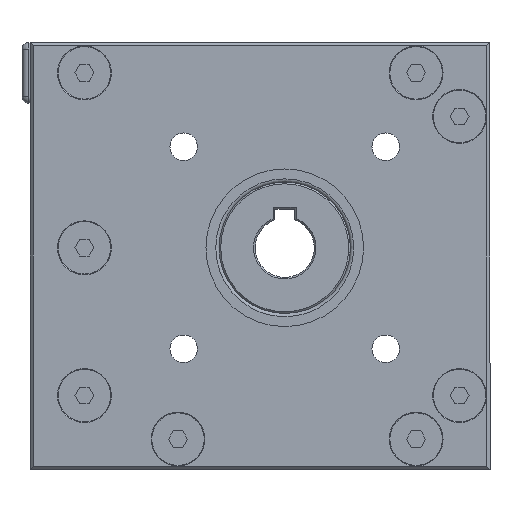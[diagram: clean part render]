
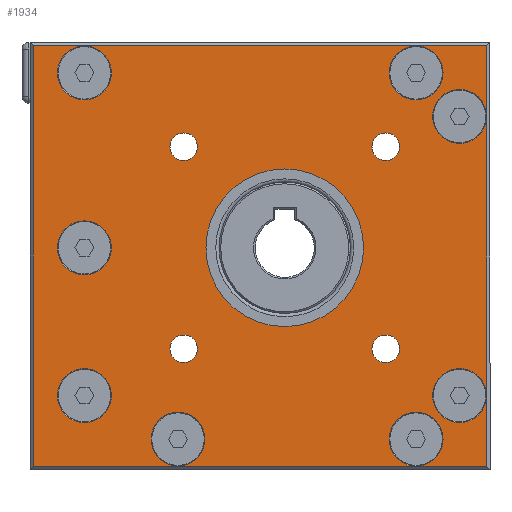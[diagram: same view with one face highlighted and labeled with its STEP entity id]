
A CAD part, left-side view. The second image highlights one B-rep face of the part: STEP entity #1934.
In plain terms, the highlighted face is planar.
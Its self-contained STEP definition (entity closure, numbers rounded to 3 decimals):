
#1606=CARTESIAN_POINT('',(-61.5,-66.5,0.0));
#1607=VERTEX_POINT('',#1606);
#1608=CARTESIAN_POINT('',(76.5,-66.5,0.0));
#1609=VERTEX_POINT('',#1608);
#1610=CARTESIAN_POINT('',(-61.5,-66.5,0.0));
#1611=DIRECTION('',(1.0,0.0,0.0));
#1612=VECTOR('',#1611,138.0);
#1613=LINE('',#1610,#1612);
#1614=EDGE_CURVE('',#1607,#1609,#1613,.T.);
#1646=CARTESIAN_POINT('',(-61.5,61.5,0.0));
#1647=VERTEX_POINT('',#1646);
#1648=CARTESIAN_POINT('',(-61.5,61.5,0.0));
#1649=DIRECTION('',(0.0,-1.0,0.0));
#1650=VECTOR('',#1649,128.0);
#1651=LINE('',#1648,#1650);
#1652=EDGE_CURVE('',#1647,#1607,#1651,.T.);
#1677=CARTESIAN_POINT('',(76.5,61.5,0.0));
#1678=VERTEX_POINT('',#1677);
#1679=CARTESIAN_POINT('',(76.5,-66.5,0.0));
#1680=DIRECTION('',(0.0,1.0,0.0));
#1681=VECTOR('',#1680,128.);
#1682=LINE('',#1679,#1681);
#1683=EDGE_CURVE('',#1609,#1678,#1682,.T.);
#1708=CARTESIAN_POINT('',(76.5,61.5,0.0));
#1709=DIRECTION('',(-1.0,0.0,0.0));
#1710=VECTOR('',#1709,138.0);
#1711=LINE('',#1708,#1710);
#1712=EDGE_CURVE('',#1678,#1647,#1711,.T.);
#1780=CARTESIAN_POINT('',(7.5,-2.5,0.0));
#1781=DIRECTION('',(0.0,0.0,1.0));
#1782=DIRECTION('',(1.0,0.0,0.0));
#1783=AXIS2_PLACEMENT_3D('',#1780,#1781,#1782);
#1784=PLANE('',#1783);
#1785=ORIENTED_EDGE('',*,*,#1614,.F.);
#1786=ORIENTED_EDGE('',*,*,#1652,.F.);
#1787=ORIENTED_EDGE('',*,*,#1712,.F.);
#1788=ORIENTED_EDGE('',*,*,#1683,.F.);
#1789=EDGE_LOOP('',(#1785,#1786,#1787,#1788));
#1790=FACE_OUTER_BOUND('',#1789,.T.);
#1791=CARTESIAN_POINT('',(-24.,0.,0.));
#1792=VERTEX_POINT('',#1791);
#1793=CARTESIAN_POINT('',(0.,0.,0.0));
#1794=DIRECTION('',(0.0,0.0,1.0));
#1795=DIRECTION('',(1.0,0.0,0.0));
#1796=AXIS2_PLACEMENT_3D('',#1793,#1794,#1795);
#1797=CIRCLE('',#1796,24.);
#1798=EDGE_CURVE('',#1792,#1792,#1797,.T.);
#1799=ORIENTED_EDGE('',*,*,#1798,.T.);
#1800=EDGE_LOOP('',(#1799));
#1801=FACE_BOUND('',#1800,.T.);
#1802=CARTESIAN_POINT('',(-26.56,30.76,0.0));
#1803=VERTEX_POINT('',#1802);
#1804=CARTESIAN_POINT('',(-30.76,30.76,0.0));
#1805=DIRECTION('',(0.0,0.0,1.0));
#1806=DIRECTION('',(-1.0,0.0,0.0));
#1807=AXIS2_PLACEMENT_3D('',#1804,#1805,#1806);
#1808=CIRCLE('',#1807,4.2);
#1809=EDGE_CURVE('',#1803,#1803,#1808,.T.);
#1810=ORIENTED_EDGE('',*,*,#1809,.T.);
#1811=EDGE_LOOP('',(#1810));
#1812=FACE_BOUND('',#1811,.T.);
#1813=CARTESIAN_POINT('',(-30.76,-26.56,0.0));
#1814=VERTEX_POINT('',#1813);
#1815=CARTESIAN_POINT('',(-30.76,-30.76,0.0));
#1816=DIRECTION('',(0.0,0.0,1.0));
#1817=DIRECTION('',(0.0,-1.0,0.0));
#1818=AXIS2_PLACEMENT_3D('',#1815,#1816,#1817);
#1819=CIRCLE('',#1818,4.2);
#1820=EDGE_CURVE('',#1814,#1814,#1819,.T.);
#1821=ORIENTED_EDGE('',*,*,#1820,.T.);
#1822=EDGE_LOOP('',(#1821));
#1823=FACE_BOUND('',#1822,.T.);
#1824=CARTESIAN_POINT('',(26.56,-30.76,0.0));
#1825=VERTEX_POINT('',#1824);
#1826=CARTESIAN_POINT('',(30.76,-30.76,0.0));
#1827=DIRECTION('',(0.0,0.0,1.0));
#1828=DIRECTION('',(1.0,0.0,0.0));
#1829=AXIS2_PLACEMENT_3D('',#1826,#1827,#1828);
#1830=CIRCLE('',#1829,4.2);
#1831=EDGE_CURVE('',#1825,#1825,#1830,.T.);
#1832=ORIENTED_EDGE('',*,*,#1831,.T.);
#1833=EDGE_LOOP('',(#1832));
#1834=FACE_BOUND('',#1833,.T.);
#1835=CARTESIAN_POINT('',(30.76,26.56,0.0));
#1836=VERTEX_POINT('',#1835);
#1837=CARTESIAN_POINT('',(30.76,30.76,0.0));
#1838=DIRECTION('',(0.0,0.0,1.0));
#1839=DIRECTION('',(0.0,1.0,0.0));
#1840=AXIS2_PLACEMENT_3D('',#1837,#1838,#1839);
#1841=CIRCLE('',#1840,4.2);
#1842=EDGE_CURVE('',#1836,#1836,#1841,.T.);
#1843=ORIENTED_EDGE('',*,*,#1842,.T.);
#1844=EDGE_LOOP('',(#1843));
#1845=FACE_BOUND('',#1844,.T.);
#1846=CARTESIAN_POINT('',(52.8,-45.,0.0));
#1847=VERTEX_POINT('',#1846);
#1848=CARTESIAN_POINT('',(61.,-45.,0.0));
#1849=DIRECTION('',(0.0,0.0,1.0));
#1850=DIRECTION('',(-1.0,0.0,0.0));
#1851=AXIS2_PLACEMENT_3D('',#1848,#1849,#1850);
#1852=CIRCLE('',#1851,8.2);
#1853=EDGE_CURVE('',#1847,#1847,#1852,.T.);
#1854=ORIENTED_EDGE('',*,*,#1853,.T.);
#1855=EDGE_LOOP('',(#1854));
#1856=FACE_BOUND('',#1855,.T.);
#1857=CARTESIAN_POINT('',(24.3,-58.25,0.0));
#1858=VERTEX_POINT('',#1857);
#1859=CARTESIAN_POINT('',(32.5,-58.25,0.0));
#1860=DIRECTION('',(0.0,0.0,1.0));
#1861=DIRECTION('',(-1.0,0.0,0.0));
#1862=AXIS2_PLACEMENT_3D('',#1859,#1860,#1861);
#1863=CIRCLE('',#1862,8.2);
#1864=EDGE_CURVE('',#1858,#1858,#1863,.T.);
#1865=ORIENTED_EDGE('',*,*,#1864,.T.);
#1866=EDGE_LOOP('',(#1865));
#1867=FACE_BOUND('',#1866,.T.);
#1868=CARTESIAN_POINT('',(-48.2,-58.25,0.0));
#1869=VERTEX_POINT('',#1868);
#1870=CARTESIAN_POINT('',(-40.,-58.25,0.0));
#1871=DIRECTION('',(0.0,0.0,1.0));
#1872=DIRECTION('',(-1.0,0.0,0.0));
#1873=AXIS2_PLACEMENT_3D('',#1870,#1871,#1872);
#1874=CIRCLE('',#1873,8.2);
#1875=EDGE_CURVE('',#1869,#1869,#1874,.T.);
#1876=ORIENTED_EDGE('',*,*,#1875,.T.);
#1877=EDGE_LOOP('',(#1876));
#1878=FACE_BOUND('',#1877,.T.);
#1879=CARTESIAN_POINT('',(-61.45,-45.,0.0));
#1880=VERTEX_POINT('',#1879);
#1881=CARTESIAN_POINT('',(-53.25,-45.,0.0));
#1882=DIRECTION('',(0.0,0.0,1.0));
#1883=DIRECTION('',(-1.0,0.0,0.0));
#1884=AXIS2_PLACEMENT_3D('',#1881,#1882,#1883);
#1885=CIRCLE('',#1884,8.2);
#1886=EDGE_CURVE('',#1880,#1880,#1885,.T.);
#1887=ORIENTED_EDGE('',*,*,#1886,.T.);
#1888=EDGE_LOOP('',(#1887));
#1889=FACE_BOUND('',#1888,.T.);
#1890=CARTESIAN_POINT('',(-61.45,40.,0.0));
#1891=VERTEX_POINT('',#1890);
#1892=CARTESIAN_POINT('',(-53.25,40.,0.0));
#1893=DIRECTION('',(0.0,0.0,1.0));
#1894=DIRECTION('',(-1.0,0.0,0.0));
#1895=AXIS2_PLACEMENT_3D('',#1892,#1893,#1894);
#1896=CIRCLE('',#1895,8.2);
#1897=EDGE_CURVE('',#1891,#1891,#1896,.T.);
#1898=ORIENTED_EDGE('',*,*,#1897,.T.);
#1899=EDGE_LOOP('',(#1898));
#1900=FACE_BOUND('',#1899,.T.);
#1901=CARTESIAN_POINT('',(-48.2,53.25,0.0));
#1902=VERTEX_POINT('',#1901);
#1903=CARTESIAN_POINT('',(-40.,53.25,0.0));
#1904=DIRECTION('',(0.0,0.0,1.0));
#1905=DIRECTION('',(-1.0,0.0,0.0));
#1906=AXIS2_PLACEMENT_3D('',#1903,#1904,#1905);
#1907=CIRCLE('',#1906,8.2);
#1908=EDGE_CURVE('',#1902,#1902,#1907,.T.);
#1909=ORIENTED_EDGE('',*,*,#1908,.T.);
#1910=EDGE_LOOP('',(#1909));
#1911=FACE_BOUND('',#1910,.T.);
#1912=CARTESIAN_POINT('',(52.8,53.25,0.0));
#1913=VERTEX_POINT('',#1912);
#1914=CARTESIAN_POINT('',(61.,53.25,0.0));
#1915=DIRECTION('',(0.0,0.0,1.0));
#1916=DIRECTION('',(-1.0,0.0,0.0));
#1917=AXIS2_PLACEMENT_3D('',#1914,#1915,#1916);
#1918=CIRCLE('',#1917,8.2);
#1919=EDGE_CURVE('',#1913,#1913,#1918,.T.);
#1920=ORIENTED_EDGE('',*,*,#1919,.T.);
#1921=EDGE_LOOP('',(#1920));
#1922=FACE_BOUND('',#1921,.T.);
#1923=CARTESIAN_POINT('',(52.8,0.,0.0));
#1924=VERTEX_POINT('',#1923);
#1925=CARTESIAN_POINT('',(61.0,0.,0.0));
#1926=DIRECTION('',(0.0,0.0,1.0));
#1927=DIRECTION('',(-1.0,0.0,0.0));
#1928=AXIS2_PLACEMENT_3D('',#1925,#1926,#1927);
#1929=CIRCLE('',#1928,8.2);
#1930=EDGE_CURVE('',#1924,#1924,#1929,.T.);
#1931=ORIENTED_EDGE('',*,*,#1930,.T.);
#1932=EDGE_LOOP('',(#1931));
#1933=FACE_BOUND('',#1932,.T.);
#1934=ADVANCED_FACE('',(#1790,#1801,#1812,#1823,#1834,#1845,#1856,#1867,#1878,#1889,#1900,#1911,#1922,#1933),#1784,.F.);
